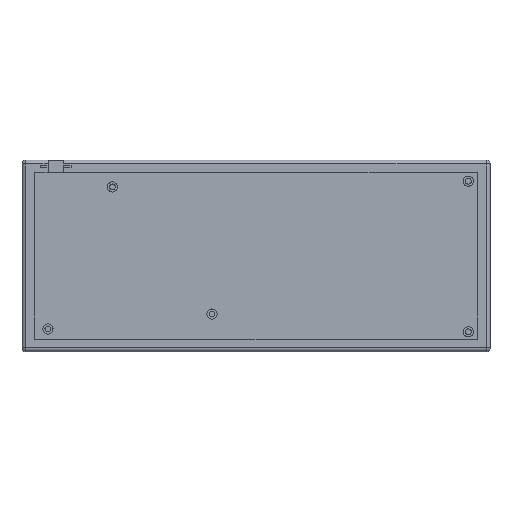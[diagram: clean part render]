
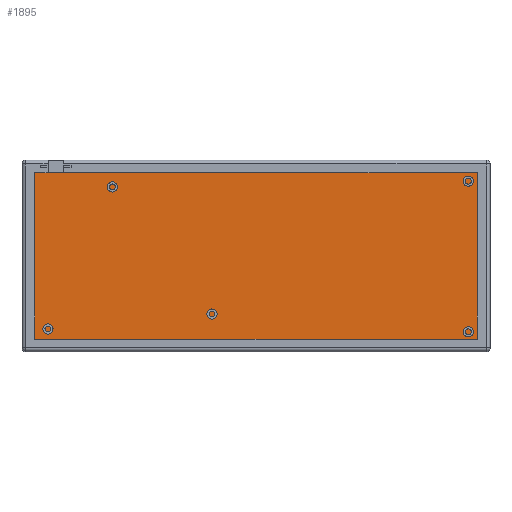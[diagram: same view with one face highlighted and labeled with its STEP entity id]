
A CAD part, top view. The second image highlights one B-rep face of the part: STEP entity #1895.
In plain terms, the highlighted planar face has unit normal (0, 0, 1).
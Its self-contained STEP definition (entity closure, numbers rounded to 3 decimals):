
#118=PLANE('',#2042);
#221=FACE_OUTER_BOUND('',#337,.T.);
#337=EDGE_LOOP('',(#1721,#1722,#1723,#1724));
#572=LINE('',#3052,#792);
#574=LINE('',#3056,#794);
#576=LINE('',#3060,#796);
#578=LINE('',#3063,#798);
#792=VECTOR('',#2493,10.);
#794=VECTOR('',#2497,10.);
#796=VECTOR('',#2501,10.);
#798=VECTOR('',#2505,10.);
#991=VERTEX_POINT('',#3049);
#992=VERTEX_POINT('',#3051);
#993=VERTEX_POINT('',#3055);
#994=VERTEX_POINT('',#3059);
#1236=EDGE_CURVE('',#992,#991,#572,.T.);
#1238=EDGE_CURVE('',#993,#992,#574,.T.);
#1240=EDGE_CURVE('',#994,#993,#576,.T.);
#1242=EDGE_CURVE('',#991,#994,#578,.T.);
#1721=ORIENTED_EDGE('',*,*,#1242,.T.);
#1722=ORIENTED_EDGE('',*,*,#1240,.T.);
#1723=ORIENTED_EDGE('',*,*,#1238,.T.);
#1724=ORIENTED_EDGE('',*,*,#1236,.T.);
#1895=ADVANCED_FACE('',(#221),#118,.T.);
#2042=AXIS2_PLACEMENT_3D('',#3064,#2506,#2507);
#2493=DIRECTION('',(0.,-1.,0.));
#2497=DIRECTION('',(-1.,0.,0.));
#2501=DIRECTION('',(0.,1.,0.));
#2505=DIRECTION('',(1.,0.,0.));
#2506=DIRECTION('center_axis',(0.,0.,1.));
#2507=DIRECTION('ref_axis',(1.,0.,0.));
#3049=CARTESIAN_POINT('',(35.,-150.,3.));
#3051=CARTESIAN_POINT('',(35.,-10.,3.));
#3052=CARTESIAN_POINT('',(35.,-150.,3.));
#3055=CARTESIAN_POINT('',(390.,-10.,3.));
#3056=CARTESIAN_POINT('',(35.,-10.,3.));
#3059=CARTESIAN_POINT('',(390.,-150.,3.));
#3060=CARTESIAN_POINT('',(390.,-10.,3.));
#3063=CARTESIAN_POINT('',(390.,-150.,3.));
#3064=CARTESIAN_POINT('Origin',(212.5,-80.,3.));
